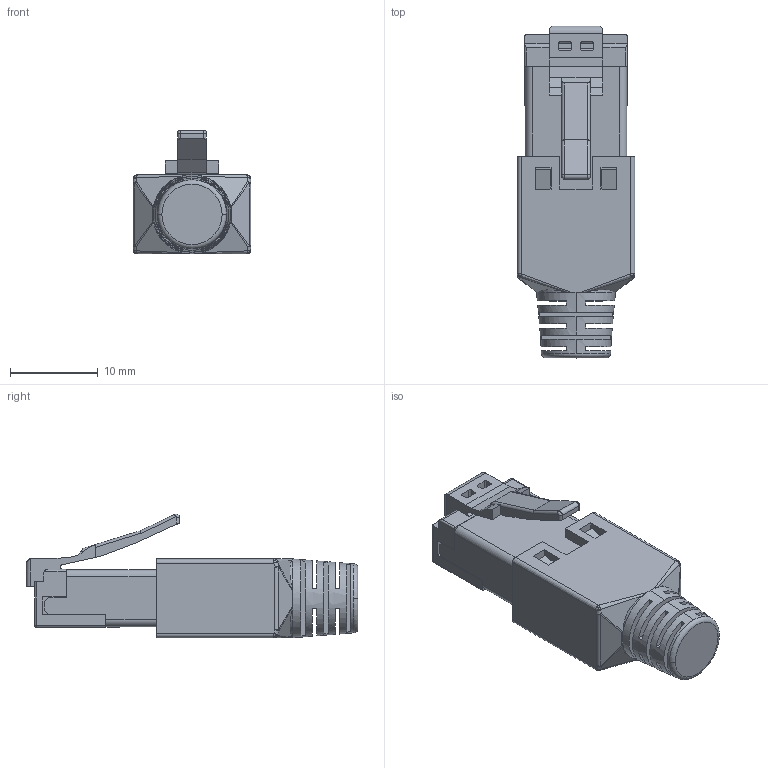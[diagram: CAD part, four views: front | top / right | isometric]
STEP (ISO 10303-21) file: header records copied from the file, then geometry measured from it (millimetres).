
FILE_DESCRIPTION(('OneSpaceDesigner STEP Export'),'2;1');
FILE_NAME('TM11AP1-88PÈª.stp','2007-09-21T17:49:46',(''),(''),'OneSpace Designer STEP processor for AP214 (Solid Model)','OneSpace Modeling 15.00A 14-Mar-2007 (C) CoCreate Software GmbH','');
FILE_SCHEMA(('AUTOMOTIVE_DESIGN { 1 0 10303 214 1 1 1 1 }'));
Products named in the file (2): HOOD
Assembly tree (1 placements, depth 2):
  HOOD
    HOOD
Bounding box: 13.4 x 37.85 x 14.1 mm (x, y, z)
Volume: 3171.6 mm3; surface area: 2548.6 mm2
Topology: 1 solids, 3 shells, 520 faces, 1410 edges, 908 vertices
Faces by surface type: plane 337, cylinder 105, bspline 70, torus 4, cone 2, sphere 2
Entity records: 62668 total; most frequent: CARTESIAN_POINT 50808, ORIENTED_EDGE 2816, DIRECTION 1969, EDGE_CURVE 1408, VERTEX_POINT 908, VECTOR 853, LINE 853, AXIS2_PLACEMENT_3D 558
